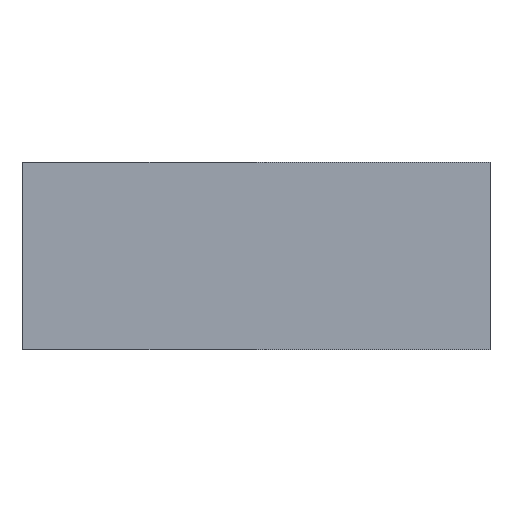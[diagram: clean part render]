
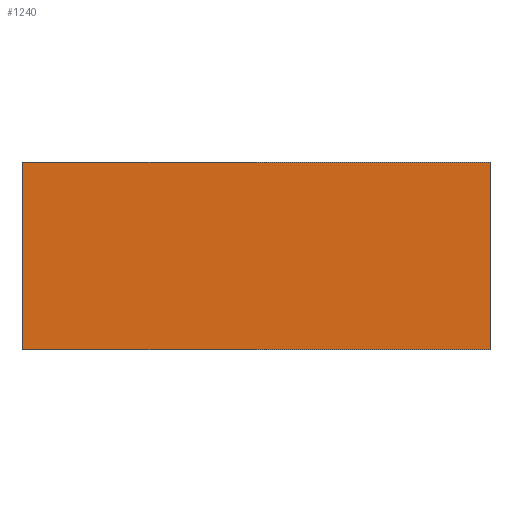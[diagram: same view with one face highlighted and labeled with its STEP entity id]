
A CAD part, front view. The second image highlights one B-rep face of the part: STEP entity #1240.
In plain terms, the highlighted planar face has unit normal (0, -1, 0).
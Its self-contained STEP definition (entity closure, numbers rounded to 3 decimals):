
#45 = EDGE_CURVE ( 'NONE', #352, #607, #146, .T. ) ;
#65 = DIRECTION ( 'NONE',  ( 0., 0., 1. ) ) ;
#77 = ORIENTED_EDGE ( 'NONE', *, *, #517, .T. ) ;
#98 = EDGE_CURVE ( 'NONE', #226, #607, #598, .T. ) ;
#146 = LINE ( 'NONE', #453, #627 ) ;
#165 = PLANE ( 'NONE',  #821 ) ;
#172 = VECTOR ( 'NONE', #1347, 1000. ) ;
#226 = VERTEX_POINT ( 'NONE', #683 ) ;
#320 = VECTOR ( 'NONE', #469, 1000. ) ;
#352 = VERTEX_POINT ( 'NONE', #1119 ) ;
#361 = LINE ( 'NONE', #419, #172 ) ;
#419 = CARTESIAN_POINT ( 'NONE',  ( -25., 0., 20. ) ) ;
#453 = CARTESIAN_POINT ( 'NONE',  ( 25., 0., 20. ) ) ;
#469 = DIRECTION ( 'NONE',  ( 1., 0., 0. ) ) ;
#517 = EDGE_CURVE ( 'NONE', #866, #226, #604, .T. ) ;
#561 = CARTESIAN_POINT ( 'NONE',  ( -25., 0., 0. ) ) ;
#598 = LINE ( 'NONE', #561, #320 ) ;
#604 = LINE ( 'NONE', #708, #1234 ) ;
#607 = VERTEX_POINT ( 'NONE', #987 ) ;
#627 = VECTOR ( 'NONE', #846, 1000. ) ;
#683 = CARTESIAN_POINT ( 'NONE',  ( -25., 0., 0. ) ) ;
#708 = CARTESIAN_POINT ( 'NONE',  ( -25., 0., 20. ) ) ;
#821 = AXIS2_PLACEMENT_3D ( 'NONE', #1008, #896, #65 ) ;
#846 = DIRECTION ( 'NONE',  ( 0., 0., -1. ) ) ;
#866 = VERTEX_POINT ( 'NONE', #1306 ) ;
#870 = ORIENTED_EDGE ( 'NONE', *, *, #975, .F. ) ;
#896 = DIRECTION ( 'NONE',  ( 0., 1., 0. ) ) ;
#901 = EDGE_LOOP ( 'NONE', ( #1293, #1197, #870, #77 ) ) ;
#975 = EDGE_CURVE ( 'NONE', #866, #352, #361, .T. ) ;
#987 = CARTESIAN_POINT ( 'NONE',  ( 25., 0., 0. ) ) ;
#1008 = CARTESIAN_POINT ( 'NONE',  ( -25., 0., 20. ) ) ;
#1021 = DIRECTION ( 'NONE',  ( 0., 0., -1. ) ) ;
#1119 = CARTESIAN_POINT ( 'NONE',  ( 25., 0., 20. ) ) ;
#1148 = FACE_OUTER_BOUND ( 'NONE', #901, .T. ) ;
#1197 = ORIENTED_EDGE ( 'NONE', *, *, #45, .F. ) ;
#1234 = VECTOR ( 'NONE', #1021, 1000. ) ;
#1240 = ADVANCED_FACE ( 'NONE', ( #1148 ), #165, .F. ) ;
#1293 = ORIENTED_EDGE ( 'NONE', *, *, #98, .T. ) ;
#1306 = CARTESIAN_POINT ( 'NONE',  ( -25., 0., 20. ) ) ;
#1347 = DIRECTION ( 'NONE',  ( 1., 0., 0. ) ) ;
